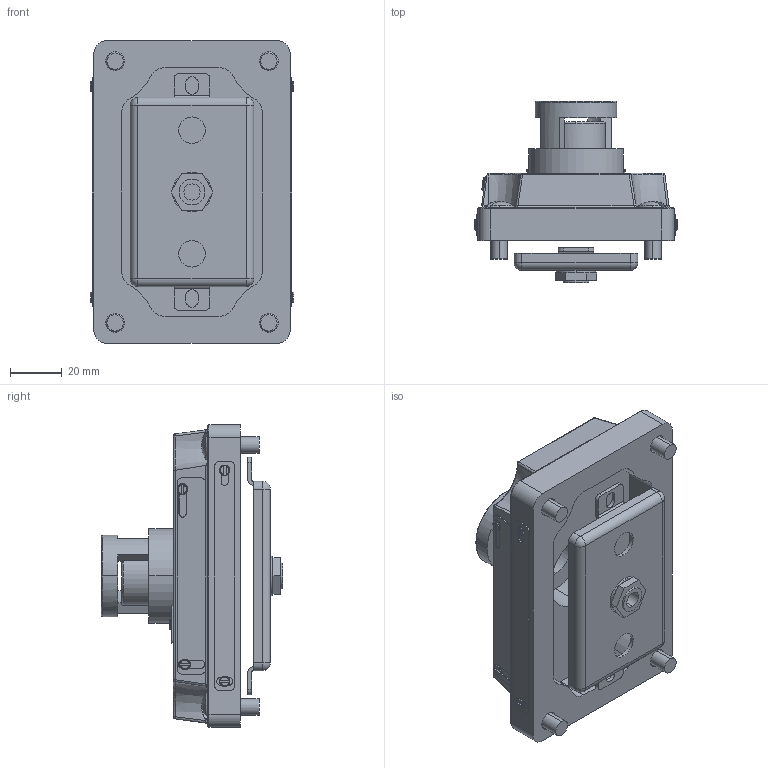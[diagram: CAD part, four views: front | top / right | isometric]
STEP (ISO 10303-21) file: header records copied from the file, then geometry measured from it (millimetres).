
FILE_DESCRIPTION (( 'STEP AP214' ), '1' );
FILE_NAME ('XCS-0B24ALD.step', '2016-03-09T20:41:18', ( '' ), ( '' ), 'SwSTEP 2.0', 'SolidWorks 2015', '' );
FILE_SCHEMA (( 'AUTOMOTIVE_DESIGN' ));
Length unit declared in the file: millimetre
Products named in the file (1): XCS-0B24ALD
Bounding box: 79.04 x 70.32 x 117.47 mm (x, y, z)
Volume: 162083.2 mm3; surface area: 54036.3 mm2
Topology: 15 solids, 15 shells, 502 faces, 1280 edges, 791 vertices
Faces by surface type: plane 181, cylinder 165, torus 83, bspline 25, sphere 25, cone 23
Entity records: 19340 total; most frequent: CARTESIAN_POINT 4061, DIRECTION 2676, ORIENTED_EDGE 2524, EDGE_CURVE 1262, AXIS2_PLACEMENT_3D 1076, VERTEX_POINT 789, CIRCLE 598, EDGE_LOOP 537
